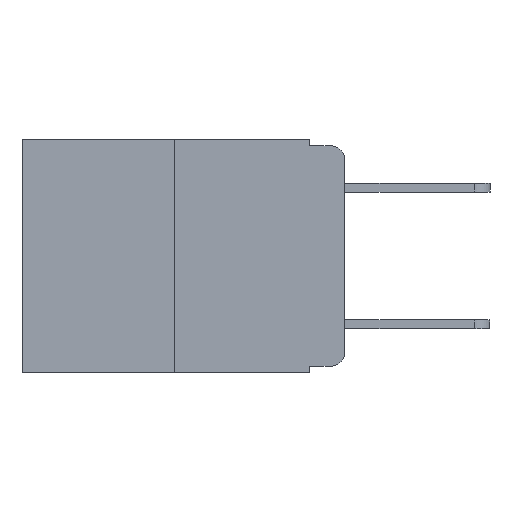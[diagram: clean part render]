
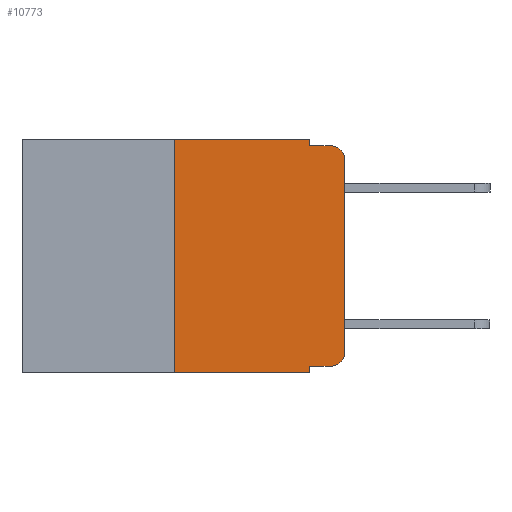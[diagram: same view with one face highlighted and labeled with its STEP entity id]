
A CAD part, left-side view. The second image highlights one B-rep face of the part: STEP entity #10773.
In plain terms, the highlighted planar face has unit normal (-1, 0, 0).
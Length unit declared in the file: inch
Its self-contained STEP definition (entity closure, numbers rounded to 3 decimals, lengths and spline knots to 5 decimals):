
#14 = VECTOR ( 'NONE', #3221, 39.37008 ) ;
#61 = DIRECTION ( 'NONE',  ( 0., 0., 1. ) ) ;
#139 = VERTEX_POINT ( 'NONE', #13636 ) ;
#1062 = CARTESIAN_POINT ( 'NONE',  ( 0., 0.02, -0.01 ) ) ;
#1393 = PLANE ( 'NONE',  #6740 ) ;
#1595 = CARTESIAN_POINT ( 'NONE',  ( 0., 0.25, 0. ) ) ;
#1690 = CARTESIAN_POINT ( 'NONE',  ( 0., 0.051, 0. ) ) ;
#1785 = EDGE_CURVE ( 'NONE', #2346, #10880, #1998, .T. ) ;
#1804 = LINE ( 'NONE', #13443, #11651 ) ;
#1977 = VERTEX_POINT ( 'NONE', #10450 ) ;
#1998 = LINE ( 'NONE', #13148, #15505 ) ;
#2062 = EDGE_CURVE ( 'NONE', #10880, #12861, #12359, .T. ) ;
#2293 = EDGE_CURVE ( 'NONE', #2346, #9679, #4021, .T. ) ;
#2346 = VERTEX_POINT ( 'NONE', #3908 ) ;
#2587 = ORIENTED_EDGE ( 'NONE', *, *, #8648, .F. ) ;
#2702 = VERTEX_POINT ( 'NONE', #1062 ) ;
#2914 = DIRECTION ( 'NONE',  ( 0., 0., -1. ) ) ;
#3221 = DIRECTION ( 'NONE',  ( 0., -1., 0. ) ) ;
#3307 = LINE ( 'NONE', #11979, #15731 ) ;
#3612 = VECTOR ( 'NONE', #4773, 39.37008 ) ;
#3641 = CARTESIAN_POINT ( 'NONE',  ( 0., 0.051, -0.01 ) ) ;
#3815 = ORIENTED_EDGE ( 'NONE', *, *, #1785, .F. ) ;
#3908 = CARTESIAN_POINT ( 'NONE',  ( 0., 0.25, -0.343 ) ) ;
#3942 = EDGE_CURVE ( 'NONE', #11320, #1977, #7153, .T. ) ;
#4021 = LINE ( 'NONE', #8115, #3612 ) ;
#4084 = EDGE_CURVE ( 'NONE', #4330, #2702, #8084, .T. ) ;
#4092 = EDGE_LOOP ( 'NONE', ( #4640, #8486, #10485, #2587, #6981, #3815, #10762, #9548, #8013, #4635 ) ) ;
#4234 = EDGE_CURVE ( 'NONE', #139, #15072, #3307, .T. ) ;
#4273 = EDGE_CURVE ( 'NONE', #15072, #11320, #8793, .T. ) ;
#4330 = VERTEX_POINT ( 'NONE', #3641 ) ;
#4489 = CARTESIAN_POINT ( 'NONE',  ( 0., 0.051, -0.01 ) ) ;
#4635 = ORIENTED_EDGE ( 'NONE', *, *, #4273, .T. ) ;
#4640 = ORIENTED_EDGE ( 'NONE', *, *, #3942, .T. ) ;
#4773 = DIRECTION ( 'NONE',  ( 0., -1., 0. ) ) ;
#5232 = EDGE_CURVE ( 'NONE', #1977, #2702, #8218, .T. ) ;
#5376 = EDGE_CURVE ( 'NONE', #139, #9679, #1804, .T. ) ;
#5539 = AXIS2_PLACEMENT_3D ( 'NONE', #6291, #15075, #13791 ) ;
#5984 = CARTESIAN_POINT ( 'NONE',  ( 0., 0.051, -0.343 ) ) ;
#6095 = DIRECTION ( 'NONE',  ( 0., 0., 1. ) ) ;
#6291 = CARTESIAN_POINT ( 'NONE',  ( 0., 0.02, -0.313 ) ) ;
#6740 = AXIS2_PLACEMENT_3D ( 'NONE', #8049, #9199, #2914 ) ;
#6981 = ORIENTED_EDGE ( 'NONE', *, *, #2062, .F. ) ;
#7104 = FACE_OUTER_BOUND ( 'NONE', #4092, .T. ) ;
#7105 = CARTESIAN_POINT ( 'NONE',  ( 0., 0.051, 0. ) ) ;
#7153 = LINE ( 'NONE', #15290, #9615 ) ;
#7389 = CARTESIAN_POINT ( 'NONE',  ( 0., 0.02, -0.333 ) ) ;
#7404 = AXIS2_PLACEMENT_3D ( 'NONE', #15496, #15492, #15449 ) ;
#8013 = ORIENTED_EDGE ( 'NONE', *, *, #4234, .T. ) ;
#8049 = CARTESIAN_POINT ( 'NONE',  ( 0., 0.473, 0. ) ) ;
#8084 = LINE ( 'NONE', #4489, #14 ) ;
#8115 = CARTESIAN_POINT ( 'NONE',  ( 0., 0.473, -0.343 ) ) ;
#8218 = CIRCLE ( 'NONE', #7404, 0.02 ) ;
#8466 = VECTOR ( 'NONE', #15305, 39.37008 ) ;
#8486 = ORIENTED_EDGE ( 'NONE', *, *, #5232, .T. ) ;
#8648 = EDGE_CURVE ( 'NONE', #12861, #4330, #11731, .T. ) ;
#8793 = CIRCLE ( 'NONE', #5539, 0.02 ) ;
#8831 = CARTESIAN_POINT ( 'NONE',  ( 0., 0., -0.313 ) ) ;
#9092 = VECTOR ( 'NONE', #9678, 39.37008 ) ;
#9199 = DIRECTION ( 'NONE',  ( 1., 0., 0. ) ) ;
#9548 = ORIENTED_EDGE ( 'NONE', *, *, #5376, .F. ) ;
#9615 = VECTOR ( 'NONE', #6095, 39.37008 ) ;
#9678 = DIRECTION ( 'NONE',  ( 0., -1., 0. ) ) ;
#9679 = VERTEX_POINT ( 'NONE', #5984 ) ;
#10450 = CARTESIAN_POINT ( 'NONE',  ( 0., 0., -0.03 ) ) ;
#10485 = ORIENTED_EDGE ( 'NONE', *, *, #4084, .F. ) ;
#10762 = ORIENTED_EDGE ( 'NONE', *, *, #2293, .T. ) ;
#10773 = ADVANCED_FACE ( 'NONE', ( #7104 ), #1393, .F. ) ;
#10880 = VERTEX_POINT ( 'NONE', #1595 ) ;
#11320 = VERTEX_POINT ( 'NONE', #8831 ) ;
#11651 = VECTOR ( 'NONE', #13273, 39.37008 ) ;
#11731 = LINE ( 'NONE', #7105, #8466 ) ;
#11979 = CARTESIAN_POINT ( 'NONE',  ( 0., 0.051, -0.333 ) ) ;
#12080 = DIRECTION ( 'NONE',  ( 0., -1., 0. ) ) ;
#12359 = LINE ( 'NONE', #14670, #9092 ) ;
#12861 = VERTEX_POINT ( 'NONE', #1690 ) ;
#13148 = CARTESIAN_POINT ( 'NONE',  ( 0., 0.25, 0. ) ) ;
#13273 = DIRECTION ( 'NONE',  ( 0., 0., -1. ) ) ;
#13443 = CARTESIAN_POINT ( 'NONE',  ( 0., 0.051, 0. ) ) ;
#13636 = CARTESIAN_POINT ( 'NONE',  ( 0., 0.051, -0.333 ) ) ;
#13791 = DIRECTION ( 'NONE',  ( 0., 0., -1. ) ) ;
#14670 = CARTESIAN_POINT ( 'NONE',  ( 0., 0.473, 0. ) ) ;
#15072 = VERTEX_POINT ( 'NONE', #7389 ) ;
#15075 = DIRECTION ( 'NONE',  ( -1., 0., 0. ) ) ;
#15290 = CARTESIAN_POINT ( 'NONE',  ( 0., 0., 0. ) ) ;
#15305 = DIRECTION ( 'NONE',  ( 0., 0., -1. ) ) ;
#15449 = DIRECTION ( 'NONE',  ( 0., 0., -1. ) ) ;
#15492 = DIRECTION ( 'NONE',  ( -1., 0., 0. ) ) ;
#15496 = CARTESIAN_POINT ( 'NONE',  ( 0., 0.02, -0.03 ) ) ;
#15505 = VECTOR ( 'NONE', #61, 39.37008 ) ;
#15731 = VECTOR ( 'NONE', #12080, 39.37008 ) ;
